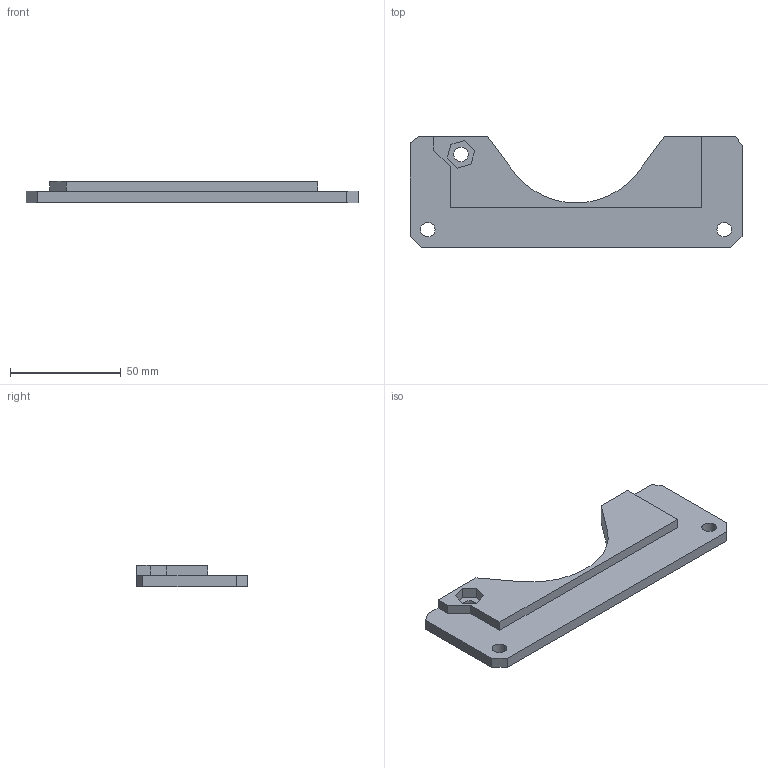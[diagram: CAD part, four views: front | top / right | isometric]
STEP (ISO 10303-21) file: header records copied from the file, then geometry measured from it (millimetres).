
FILE_DESCRIPTION (( 'STEP AP203' ), '1' );
FILE_NAME ('Apollo BVM - BVM Support - Bottom.STEP', '2020-04-01T22:36:52', ( '' ), ( '' ), 'SwSTEP 2.0', 'SolidWorks 2019', '' );
FILE_SCHEMA (( 'CONFIG_CONTROL_DESIGN' ));
Length unit declared in the file: millimetre
Products named in the file (1): Apollo BVM - BVM Support - Bottom
Bounding box: 150 x 50 x 9.5 mm (x, y, z)
Volume: 37496.5 mm3; surface area: 15490.9 mm2
Topology: 1 solids, 1 shells, 33 faces, 90 edges, 60 vertices
Faces by surface type: plane 26, cylinder 7
Entity records: 1127 total; most frequent: CARTESIAN_POINT 184, ORIENTED_EDGE 180, DIRECTION 172, EDGE_CURVE 90, VECTOR 76, LINE 76, VERTEX_POINT 60, AXIS2_PLACEMENT_3D 48
